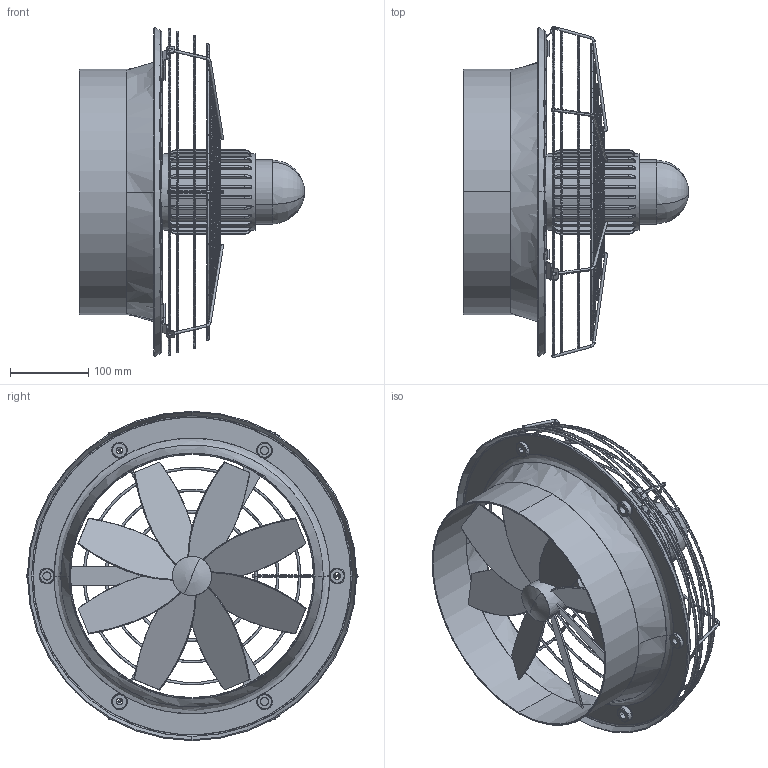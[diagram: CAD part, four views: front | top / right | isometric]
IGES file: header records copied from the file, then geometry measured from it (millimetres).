
Start section: SolidWorks IGES file using analytic representation for surfaces
Global section: file name: 0094.0016.IGS; native system: SolidWorks 2013; preprocessor: SolidWorks 2013; author: WS; date: 150208.141359; units: millimetre
Bounding box: 287 x 423.37 x 420 mm (x, y, z)
Surface area: 647336.5 mm2 (no closed solid volume)
Topology: 0 solids, 0 shells, 817 faces, 10922 edges, 10919 vertices
Faces by surface type: bspline 634, revolution 183
